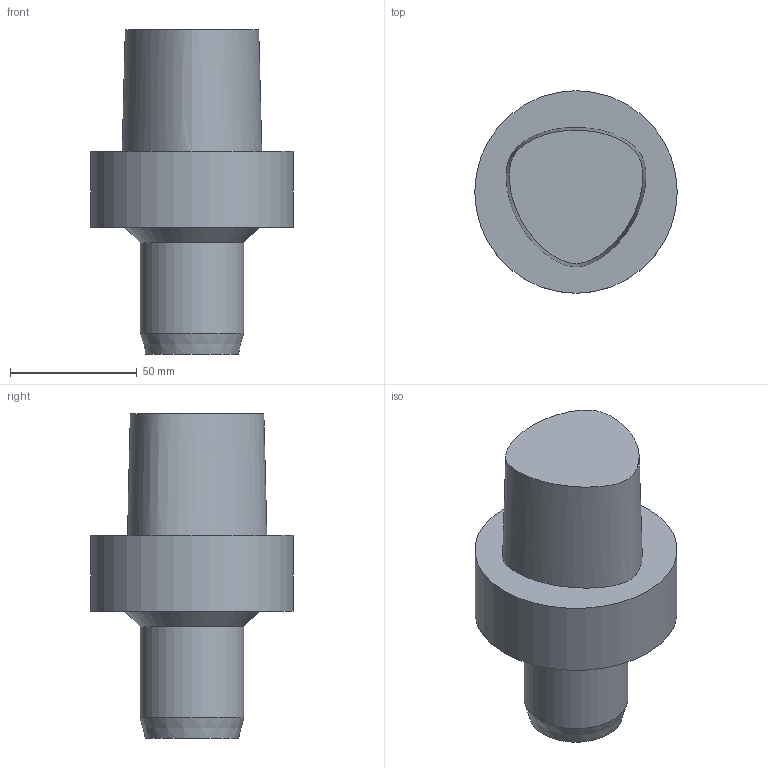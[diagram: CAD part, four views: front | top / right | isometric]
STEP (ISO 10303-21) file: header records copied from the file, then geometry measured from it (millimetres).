
FILE_DESCRIPTION((''),'1');
FILE_NAME('C8-MGT12-80.stp','2012-12-05T04:18:14',(''),(''),'Spatial Interop R18','Kubotek KeyCreator V8.5.1 (14335)',' ');
FILE_SCHEMA(('CONFIG_CONTROL_DESIGN'));
Length unit declared in the file: millimetre
Products named in the file (1): 1
Bounding box: 79.98 x 79.98 x 128 mm (x, y, z)
Volume: 324618.8 mm3; surface area: 31274.7 mm2
Topology: 1 solids, 1 shells, 9 faces, 13 edges, 8 vertices
Faces by surface type: plane 4, cone 2, cylinder 2, bspline 1
Full cylindrical faces by diameter (mm): 41 x1, 79.985 x1
Entity records: 741 total; most frequent: CARTESIAN_POINT 556, DIRECTION 30, ORIENTED_EDGE 18, AXIS2_PLACEMENT_3D 15, EDGE_LOOP 15, FACE_BOUND 10, ADVANCED_FACE 9, EDGE_CURVE 9
